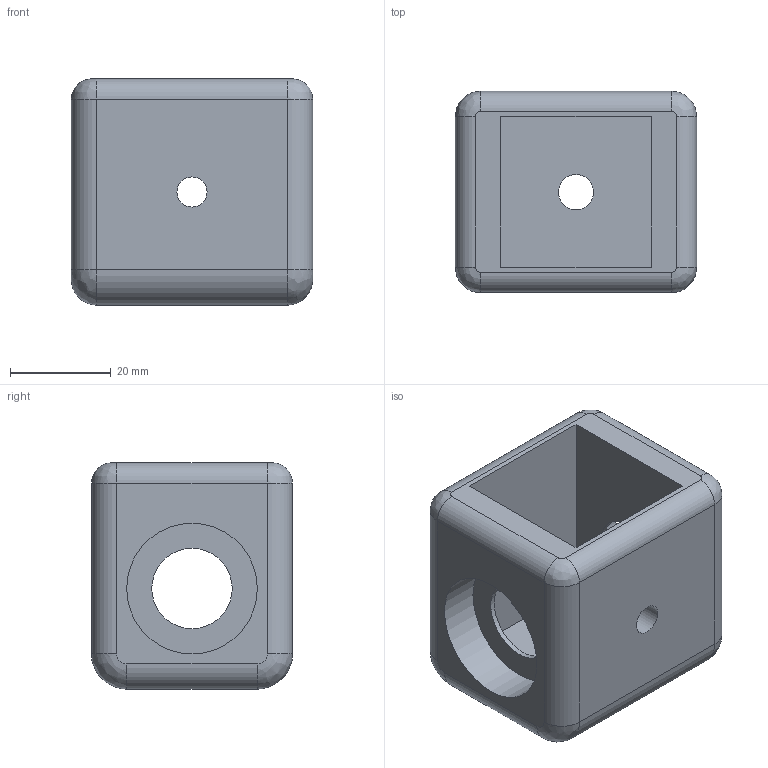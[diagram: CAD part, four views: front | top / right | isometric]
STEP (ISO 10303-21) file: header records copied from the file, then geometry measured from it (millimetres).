
FILE_DESCRIPTION(/* description */ (''),/* implementation_level */ '2;1');
FILE_NAME(/* name */ 'shaft holder cap 6000-2rsh bearing.step',/* time_stamp */ '2024-05-15T00:32:46+03:00',/* author */ (''),/* organization */ (''),/* preprocessor_version */ 'ST-DEVELOPER v20',/* originating_system */ 'Autodesk Translation Framework v12.20.1.177',/* authorisation */ '');
FILE_SCHEMA (('AUTOMOTIVE_DESIGN { 1 0 10303 214 3 1 1 }'));
Length unit declared in the file: millimetre
Products named in the file (1): shaft holder cap 6000-2rsh bearing
Bounding box: 48 x 40 x 45 mm (x, y, z)
Volume: 38170 mm3; surface area: 16081.8 mm2
Topology: 1 solids, 1 shells, 40 faces, 89 edges, 54 vertices
Faces by surface type: cylinder 19, plane 13, bspline 8
Full cylindrical faces by diameter (mm): 6 x2, 7 x1, 16 x2, 26 x2
Entity records: 1192 total; most frequent: CARTESIAN_POINT 248, DIRECTION 201, ORIENTED_EDGE 178, EDGE_CURVE 89, AXIS2_PLACEMENT_3D 79, VERTEX_POINT 54, EDGE_LOOP 53, CIRCLE 46
